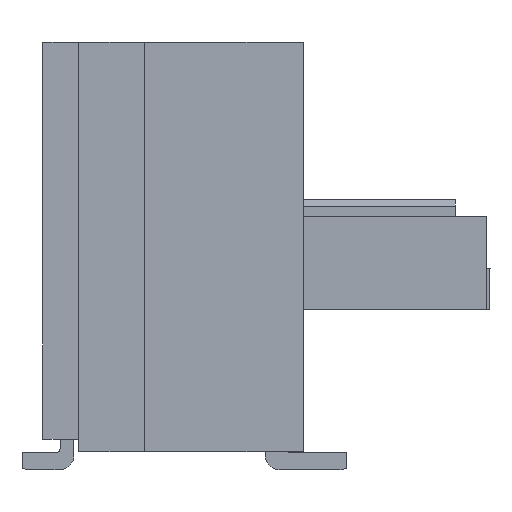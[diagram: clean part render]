
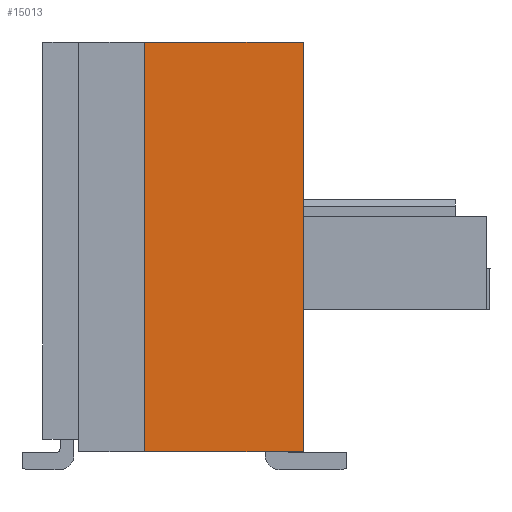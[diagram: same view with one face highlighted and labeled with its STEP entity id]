
A CAD part, left-side view. The second image highlights one B-rep face of the part: STEP entity #15013.
In plain terms, the highlighted planar face has unit normal (-1, 0, 0).
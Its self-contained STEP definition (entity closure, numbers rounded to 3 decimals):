
#14454=CARTESIAN_POINT('',(-12.5,-1.72,6.18));
#14455=VERTEX_POINT('',#14454);
#14462=CARTESIAN_POINT('',(-12.5,-1.72,0.26));
#14463=VERTEX_POINT('',#14462);
#14464=CARTESIAN_POINT('',(-12.5,-1.72,6.18));
#14465=DIRECTION('',(0.0,0.,-1.0));
#14466=VECTOR('',#14465,5.92);
#14467=LINE('',#14464,#14466);
#14468=EDGE_CURVE('',#14455,#14463,#14467,.T.);
#14544=CARTESIAN_POINT('',(-12.5,0.58,6.18));
#14545=VERTEX_POINT('',#14544);
#14560=CARTESIAN_POINT('',(-12.5,0.58,0.26));
#14561=VERTEX_POINT('',#14560);
#14568=CARTESIAN_POINT('',(-12.5,0.58,0.26));
#14569=DIRECTION('',(0.0,0.,1.0));
#14570=VECTOR('',#14569,5.92);
#14571=LINE('',#14568,#14570);
#14572=EDGE_CURVE('',#14561,#14545,#14571,.T.);
#14605=CARTESIAN_POINT('',(-12.5,0.58,0.26));
#14606=DIRECTION('',(0.0,-1.0,0.));
#14607=VECTOR('',#14606,2.3);
#14608=LINE('',#14605,#14607);
#14609=EDGE_CURVE('',#14561,#14463,#14608,.T.);
#14997=CARTESIAN_POINT('',(-12.5,0.695,-0.036));
#14998=DIRECTION('',(-1.0,0.0,0.0));
#14999=DIRECTION('',(0.0,0.0,-1.0));
#15000=AXIS2_PLACEMENT_3D('',#14997,#14998,#14999);
#15001=PLANE('',#15000);
#15002=ORIENTED_EDGE('',*,*,#14468,.F.);
#15003=CARTESIAN_POINT('',(-12.5,0.58,6.18));
#15004=DIRECTION('',(0.0,-1.0,0.));
#15005=VECTOR('',#15004,2.3);
#15006=LINE('',#15003,#15005);
#15007=EDGE_CURVE('',#14545,#14455,#15006,.T.);
#15008=ORIENTED_EDGE('',*,*,#15007,.F.);
#15009=ORIENTED_EDGE('',*,*,#14572,.F.);
#15010=ORIENTED_EDGE('',*,*,#14609,.T.);
#15011=EDGE_LOOP('',(#15002,#15008,#15009,#15010));
#15012=FACE_OUTER_BOUND('',#15011,.T.);
#15013=ADVANCED_FACE('',(#15012),#15001,.T.);
